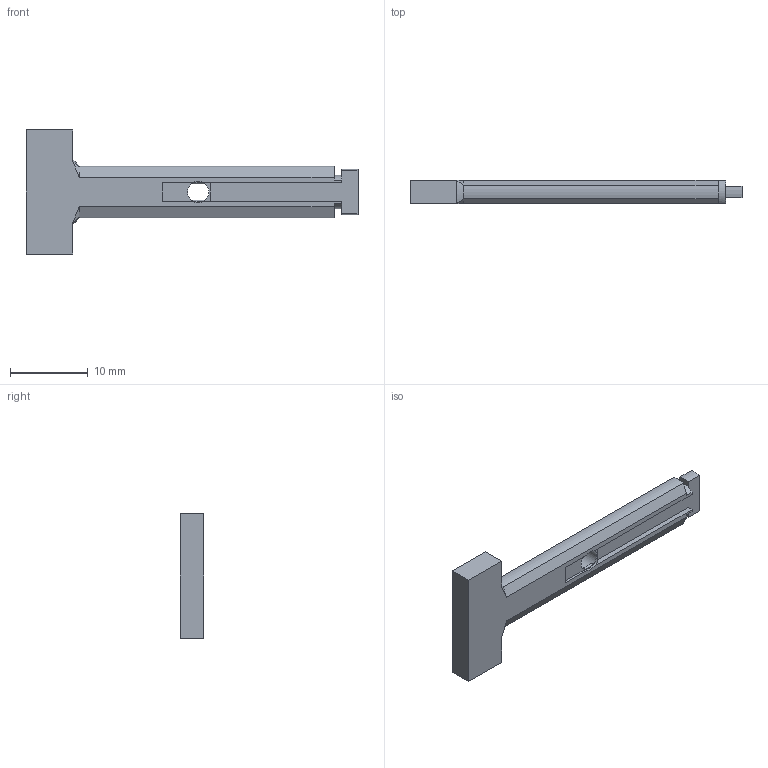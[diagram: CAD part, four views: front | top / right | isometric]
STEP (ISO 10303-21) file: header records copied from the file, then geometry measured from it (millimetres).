
FILE_DESCRIPTION(/* description */ (''),/* implementation_level */ '2;1');
FILE_NAME(/* name */ 'Protec2 blank without bearing.step',/* time_stamp */ '2026-02-15T08:17:17+01:00',/* author */ (''),/* organization */ (''),/* preprocessor_version */ 'ST-DEVELOPER v20.1',/* originating_system */ 'Autodesk Translation Framework v14.24.0.0',/* authorisation */ '');
FILE_SCHEMA (('AUTOMOTIVE_DESIGN { 1 0 10303 214 3 1 1 }'));
Length unit declared in the file: millimetre
Products named in the file (1): Protec² final 2
Bounding box: 42.57 x 2.95 x 15.9 mm (x, y, z)
Volume: 816.4 mm3; surface area: 993.4 mm2
Topology: 1 solids, 1 shells, 75 faces, 205 edges, 134 vertices
Faces by surface type: plane 62, cylinder 11, cone 2
Full cylindrical faces by diameter (mm): 2.75 x1
Entity records: 2480 total; most frequent: CARTESIAN_POINT 539, ORIENTED_EDGE 410, DIRECTION 381, EDGE_CURVE 205, LINE 141, VECTOR 141, VERTEX_POINT 134, AXIS2_PLACEMENT_3D 120
